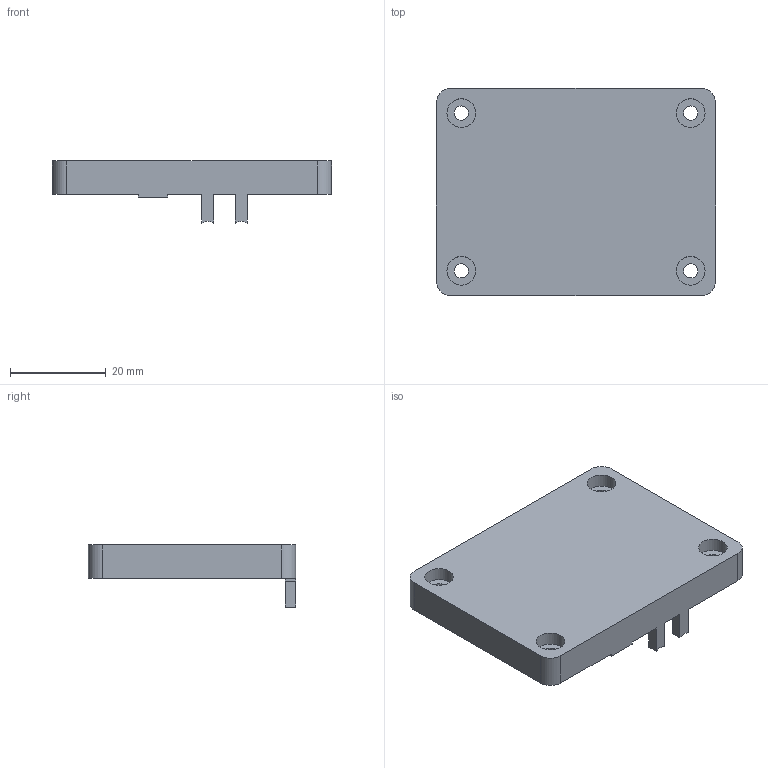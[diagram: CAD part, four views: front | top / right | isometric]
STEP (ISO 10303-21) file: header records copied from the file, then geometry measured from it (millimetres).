
FILE_DESCRIPTION(/* description */ ('STEP AP242','CAx-IF Rec.Pracs.---Representation and Presentation of Product Manufacturing Information (PMI)---4.0---2014-10-13','CAx-IF Rec.Pracs.---3D Tessellated Geometry---0.4---2014-09-14','2;1'),/* implementation_level */ '2;1');
FILE_NAME(/* name */ '6652787c63d4aa358ee30acc',/* time_stamp */ '2024-05-25T23:47:08Z',/* author */ (''),/* organization */ (''),/* preprocessor_version */ 'ST-DEVELOPER v20',/* originating_system */ ' ',/* authorisation */ ' ');
FILE_SCHEMA (('AP242_MANAGED_MODEL_BASED_3D_ENGINEERING_MIM_LF { 1 0 10303 442 1 1 4 }'));
Length unit declared in the file: metre
Products named in the file (1): Part 1
Bounding box: 58.4 x 43.4 x 13 mm (x, y, z)
Volume: 9594.5 mm3; surface area: 7499.3 mm2
Topology: 1 solids, 1 shells, 90 faces, 219 edges, 130 vertices
Faces by surface type: cylinder 42, plane 36, sphere 8, torus 4
Full cylindrical faces by diameter (mm): 2 x2, 3 x4, 4 x2, 6 x4
Entity records: 2538 total; most frequent: DIRECTION 467, CARTESIAN_POINT 422, ORIENTED_EDGE 396, EDGE_CURVE 198, AXIS2_PLACEMENT_3D 179, VERTEX_POINT 129, EDGE_LOOP 117, FACE_BOUND 117
